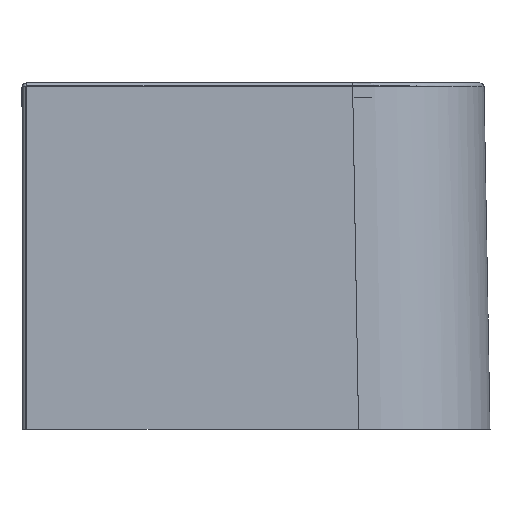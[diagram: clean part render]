
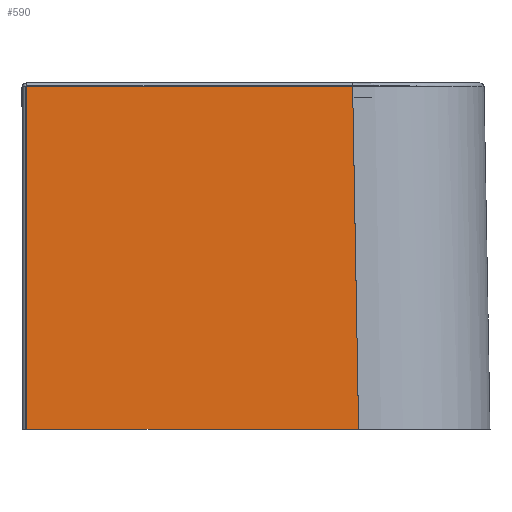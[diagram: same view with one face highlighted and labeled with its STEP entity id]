
A CAD part, front view. The second image highlights one B-rep face of the part: STEP entity #590.
In plain terms, the highlighted face is planar.
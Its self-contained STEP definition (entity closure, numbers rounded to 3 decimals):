
#178=CARTESIAN_POINT('',(910.473,182.508,0.0));
#179=VERTEX_POINT('',#178);
#187=CARTESIAN_POINT('',(910.473,-393.,0.0));
#188=VERTEX_POINT('',#187);
#189=CARTESIAN_POINT('',(910.473,182.508,0.0));
#190=DIRECTION('',(0.0,-1.0,0.0));
#191=VECTOR('',#190,575.508);
#192=LINE('',#189,#191);
#193=EDGE_CURVE('',#179,#188,#192,.T.);
#560=CARTESIAN_POINT('',(900.0,0.,600.0));
#561=DIRECTION('',(1.,0.0,0.017));
#562=DIRECTION('',(0.017,0.0,-1.));
#563=AXIS2_PLACEMENT_3D('',#560,#561,#562);
#564=PLANE('',#563);
#565=CARTESIAN_POINT('',(900.12,-393.,593.122));
#566=VERTEX_POINT('',#565);
#567=CARTESIAN_POINT('',(900.12,-393.,593.122));
#568=DIRECTION('',(0.017,0.0,-1.));
#569=VECTOR('',#568,593.213);
#570=LINE('',#567,#569);
#571=EDGE_CURVE('',#188,#566,#570,.F.);
#572=ORIENTED_EDGE('',*,*,#571,.F.);
#573=ORIENTED_EDGE('',*,*,#193,.F.);
#574=CARTESIAN_POINT('',(900.12,172.155,593.122));
#575=VERTEX_POINT('',#574);
#576=CARTESIAN_POINT('',(900.12,172.155,593.122));
#577=DIRECTION('',(0.017,0.017,-1.));
#578=VECTOR('',#577,593.303);
#579=LINE('',#576,#578);
#580=EDGE_CURVE('',#575,#179,#579,.T.);
#581=ORIENTED_EDGE('',*,*,#580,.F.);
#582=CARTESIAN_POINT('',(900.12,172.155,593.122));
#583=DIRECTION('',(0.0,-1.0,0.0));
#584=VECTOR('',#583,565.155);
#585=LINE('',#582,#584);
#586=EDGE_CURVE('',#575,#566,#585,.T.);
#587=ORIENTED_EDGE('',*,*,#586,.T.);
#588=EDGE_LOOP('',(#572,#573,#581,#587));
#589=FACE_OUTER_BOUND('',#588,.T.);
#590=ADVANCED_FACE('',(#589),#564,.T.);
